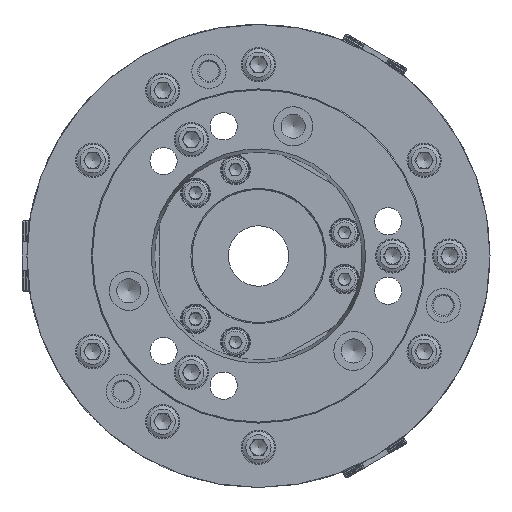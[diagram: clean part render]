
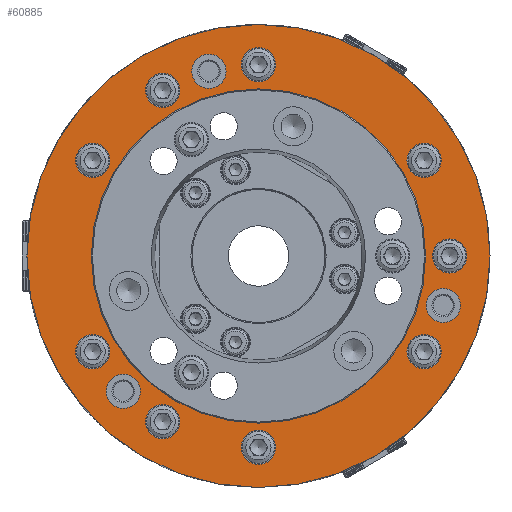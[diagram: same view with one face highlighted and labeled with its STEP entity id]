
A CAD part, left-side view. The second image highlights one B-rep face of the part: STEP entity #60885.
In plain terms, the highlighted planar face has unit normal (-1, 0, 0).
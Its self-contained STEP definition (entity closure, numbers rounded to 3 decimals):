
#15466=PLANE('',#65426);
#18257=CIRCLE('',#65425,83.);
#18258=CIRCLE('',#65427,8.5);
#18259=CIRCLE('',#65428,8.5);
#18260=CIRCLE('',#65429,8.5);
#18261=CIRCLE('',#65430,115.);
#18262=CIRCLE('',#65431,8.5);
#18263=CIRCLE('',#65432,8.5);
#18264=CIRCLE('',#65433,8.5);
#18265=CIRCLE('',#65434,8.5);
#18266=CIRCLE('',#65435,8.5);
#18267=CIRCLE('',#65436,8.5);
#18268=CIRCLE('',#65437,8.5);
#18269=CIRCLE('',#65438,8.5);
#18270=CIRCLE('',#65439,8.5);
#23222=ORIENTED_EDGE('',*,*,#38387,.F.);
#23223=ORIENTED_EDGE('',*,*,#38388,.F.);
#23224=ORIENTED_EDGE('',*,*,#38389,.F.);
#23225=ORIENTED_EDGE('',*,*,#38386,.T.);
#23226=ORIENTED_EDGE('',*,*,#38390,.F.);
#23227=ORIENTED_EDGE('',*,*,#38391,.F.);
#23228=ORIENTED_EDGE('',*,*,#38392,.F.);
#23229=ORIENTED_EDGE('',*,*,#38393,.T.);
#23230=ORIENTED_EDGE('',*,*,#38394,.F.);
#23231=ORIENTED_EDGE('',*,*,#38395,.T.);
#23232=ORIENTED_EDGE('',*,*,#38396,.T.);
#23233=ORIENTED_EDGE('',*,*,#38397,.F.);
#23234=ORIENTED_EDGE('',*,*,#38398,.F.);
#23235=ORIENTED_EDGE('',*,*,#38399,.T.);
#38386=EDGE_CURVE('',#46453,#46453,#18257,.T.);
#38387=EDGE_CURVE('',#46454,#46454,#18258,.T.);
#38388=EDGE_CURVE('',#46455,#46455,#18259,.T.);
#38389=EDGE_CURVE('',#46456,#46456,#18260,.T.);
#38390=EDGE_CURVE('',#46457,#46457,#18261,.T.);
#38391=EDGE_CURVE('',#46458,#46458,#18262,.T.);
#38392=EDGE_CURVE('',#46459,#46459,#18263,.T.);
#38393=EDGE_CURVE('',#46460,#46460,#18264,.T.);
#38394=EDGE_CURVE('',#46461,#46461,#18265,.T.);
#38395=EDGE_CURVE('',#46462,#46462,#18266,.T.);
#38396=EDGE_CURVE('',#46463,#46463,#18267,.T.);
#38397=EDGE_CURVE('',#46464,#46464,#18268,.T.);
#38398=EDGE_CURVE('',#46465,#46465,#18269,.T.);
#38399=EDGE_CURVE('',#46466,#46466,#18270,.T.);
#46453=VERTEX_POINT('',#90972);
#46454=VERTEX_POINT('',#90975);
#46455=VERTEX_POINT('',#90977);
#46456=VERTEX_POINT('',#90979);
#46457=VERTEX_POINT('',#90981);
#46458=VERTEX_POINT('',#90983);
#46459=VERTEX_POINT('',#90985);
#46460=VERTEX_POINT('',#90987);
#46461=VERTEX_POINT('',#90989);
#46462=VERTEX_POINT('',#90991);
#46463=VERTEX_POINT('',#90993);
#46464=VERTEX_POINT('',#90995);
#46465=VERTEX_POINT('',#90997);
#46466=VERTEX_POINT('',#90999);
#52335=EDGE_LOOP('',(#23222));
#52336=EDGE_LOOP('',(#23223));
#52337=EDGE_LOOP('',(#23224));
#52338=EDGE_LOOP('',(#23225));
#52339=EDGE_LOOP('',(#23226));
#52340=EDGE_LOOP('',(#23227));
#52341=EDGE_LOOP('',(#23228));
#52342=EDGE_LOOP('',(#23229));
#52343=EDGE_LOOP('',(#23230));
#52344=EDGE_LOOP('',(#23231));
#52345=EDGE_LOOP('',(#23232));
#52346=EDGE_LOOP('',(#23233));
#52347=EDGE_LOOP('',(#23234));
#52348=EDGE_LOOP('',(#23235));
#56619=FACE_BOUND('',#52335,.T.);
#56620=FACE_BOUND('',#52336,.T.);
#56621=FACE_BOUND('',#52337,.T.);
#56622=FACE_BOUND('',#52338,.T.);
#56623=FACE_BOUND('',#52339,.T.);
#56624=FACE_BOUND('',#52340,.T.);
#56625=FACE_BOUND('',#52341,.T.);
#56626=FACE_BOUND('',#52342,.T.);
#56627=FACE_BOUND('',#52343,.T.);
#56628=FACE_BOUND('',#52344,.T.);
#56629=FACE_BOUND('',#52345,.T.);
#56630=FACE_BOUND('',#52346,.T.);
#56631=FACE_BOUND('',#52347,.T.);
#56632=FACE_BOUND('',#52348,.T.);
#60885=ADVANCED_FACE('',(#56619,#56620,#56621,#56622,#56623,#56624,#56625,
#56626,#56627,#56628,#56629,#56630,#56631,#56632),#15466,.T.);
#65425=AXIS2_PLACEMENT_3D('',#90971,#73115,#73116);
#65426=AXIS2_PLACEMENT_3D('',#90973,#73117,#73118);
#65427=AXIS2_PLACEMENT_3D('',#90974,#73119,#73120);
#65428=AXIS2_PLACEMENT_3D('',#90976,#73121,#73122);
#65429=AXIS2_PLACEMENT_3D('',#90978,#73123,#73124);
#65430=AXIS2_PLACEMENT_3D('',#90980,#73125,#73126);
#65431=AXIS2_PLACEMENT_3D('',#90982,#73127,#73128);
#65432=AXIS2_PLACEMENT_3D('',#90984,#73129,#73130);
#65433=AXIS2_PLACEMENT_3D('',#90986,#73131,#73132);
#65434=AXIS2_PLACEMENT_3D('',#90988,#73133,#73134);
#65435=AXIS2_PLACEMENT_3D('',#90990,#73135,#73136);
#65436=AXIS2_PLACEMENT_3D('',#90992,#73137,#73138);
#65437=AXIS2_PLACEMENT_3D('',#90994,#73139,#73140);
#65438=AXIS2_PLACEMENT_3D('',#90996,#73141,#73142);
#65439=AXIS2_PLACEMENT_3D('',#90998,#73143,#73144);
#73115=DIRECTION('',(1.,0.,0.));
#73116=DIRECTION('',(0.,0.,-1.));
#73117=DIRECTION('',(-1.,0.,0.));
#73118=DIRECTION('',(0.,0.,1.));
#73119=DIRECTION('',(-1.,0.,0.));
#73120=DIRECTION('',(0.,0.,1.));
#73121=DIRECTION('',(-1.,0.,0.));
#73122=DIRECTION('',(0.,0.,1.));
#73123=DIRECTION('',(-1.,0.,0.));
#73124=DIRECTION('',(0.,0.,1.));
#73125=DIRECTION('',(1.,0.,0.));
#73126=DIRECTION('',(0.,0.,-1.));
#73127=DIRECTION('',(-1.,0.,0.));
#73128=DIRECTION('',(0.,0.,1.));
#73129=DIRECTION('',(-1.,0.,0.));
#73130=DIRECTION('',(0.,0.,1.));
#73131=DIRECTION('',(1.,0.,0.));
#73132=DIRECTION('',(0.,-0.866,0.5));
#73133=DIRECTION('',(-1.,0.,0.));
#73134=DIRECTION('',(0.,0.866,-0.5));
#73135=DIRECTION('',(1.,0.,0.));
#73136=DIRECTION('',(0.,0.866,0.5));
#73137=DIRECTION('',(1.,0.,0.));
#73138=DIRECTION('',(0.,0.866,0.5));
#73139=DIRECTION('',(-1.,0.,0.));
#73140=DIRECTION('',(0.,-0.866,-0.5));
#73141=DIRECTION('',(-1.,0.,0.));
#73142=DIRECTION('',(0.,-0.866,-0.5));
#73143=DIRECTION('',(1.,0.,0.));
#73144=DIRECTION('',(0.,0.,-1.));
#90971=CARTESIAN_POINT('',(-109.5,0.,0.));
#90972=CARTESIAN_POINT('',(-109.5,0.,-83.));
#90973=CARTESIAN_POINT('',(-109.5,57.5,-99.593));
#90974=CARTESIAN_POINT('',(-109.5,24.588,91.763));
#90975=CARTESIAN_POINT('',(-109.5,24.588,100.263));
#90976=CARTESIAN_POINT('',(-109.5,-91.763,-24.588));
#90977=CARTESIAN_POINT('',(-109.5,-91.763,-16.088));
#90978=CARTESIAN_POINT('',(-109.5,67.175,-67.175));
#90979=CARTESIAN_POINT('',(-109.5,67.175,-58.675));
#90980=CARTESIAN_POINT('',(-109.5,0.,0.));
#90981=CARTESIAN_POINT('',(-109.5,0.,-115.));
#90982=CARTESIAN_POINT('',(-109.5,82.272,-47.5));
#90983=CARTESIAN_POINT('',(-109.5,82.272,-39.));
#90984=CARTESIAN_POINT('',(-109.5,47.5,-82.272));
#90985=CARTESIAN_POINT('',(-109.5,47.5,-73.772));
#90986=CARTESIAN_POINT('',(-109.5,0.,-95.));
#90987=CARTESIAN_POINT('',(-109.5,-7.361,-90.75));
#90988=CARTESIAN_POINT('',(-109.5,-82.272,-47.5));
#90989=CARTESIAN_POINT('',(-109.5,-74.911,-51.75));
#90990=CARTESIAN_POINT('',(-109.5,-95.,0.));
#90991=CARTESIAN_POINT('',(-109.5,-87.639,4.25));
#90992=CARTESIAN_POINT('',(-109.5,-82.272,47.5));
#90993=CARTESIAN_POINT('',(-109.5,-74.911,51.75));
#90994=CARTESIAN_POINT('',(-109.5,0.,95.));
#90995=CARTESIAN_POINT('',(-109.5,-7.361,90.75));
#90996=CARTESIAN_POINT('',(-109.5,47.5,82.272));
#90997=CARTESIAN_POINT('',(-109.5,40.139,78.022));
#90998=CARTESIAN_POINT('',(-109.5,82.272,47.5));
#90999=CARTESIAN_POINT('',(-109.5,82.272,39.));
